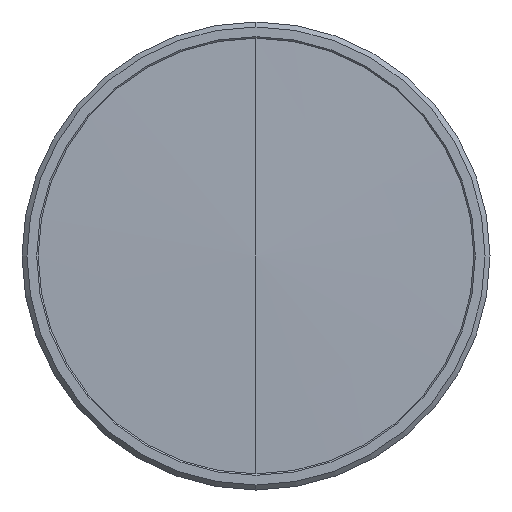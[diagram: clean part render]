
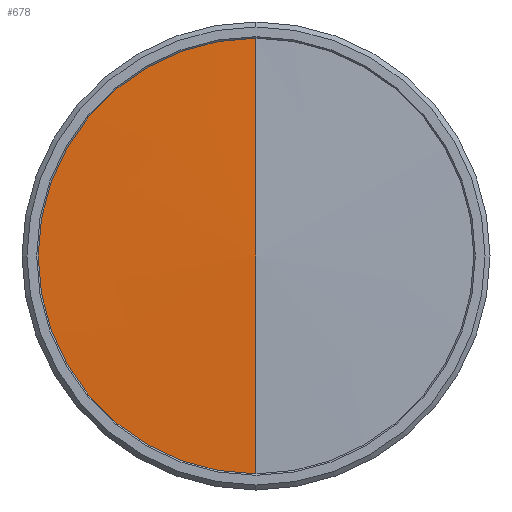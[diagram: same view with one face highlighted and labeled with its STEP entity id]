
A CAD part, left-side view. The second image highlights one B-rep face of the part: STEP entity #678.
In plain terms, the highlighted conical face has half-angle 88.84 degrees and reference radius 49405.3 mm.
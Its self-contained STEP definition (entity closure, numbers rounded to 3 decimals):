
#31 = CARTESIAN_POINT ( 'NONE',  ( 2.045, 0., 0. ) ) ;
#99 = EDGE_CURVE ( 'NONE', #4131, #3417, #3861, .T. ) ;
#172 = VERTEX_POINT ( 'NONE', #1095 ) ;
#247 = DIRECTION ( 'NONE',  ( 0.02, 0., -1. ) ) ;
#260 = LINE ( 'NONE', #618, #3449 ) ;
#345 = DIRECTION ( 'NONE',  ( 0., 0., -1. ) ) ;
#532 = CARTESIAN_POINT ( 'NONE',  ( 1001.159, 0., 0. ) ) ;
#618 = CARTESIAN_POINT ( 'NONE',  ( 1.159, 0., 0. ) ) ;
#678 = ADVANCED_FACE ( 'NONE', ( #2343 ), #761, .T. ) ;
#761 = CONICAL_SURFACE ( 'NONE', #3788, 49405.294, 1.551 ) ;
#1034 = EDGE_LOOP ( 'NONE', ( #2164, #4290, #3596 ) ) ;
#1095 = CARTESIAN_POINT ( 'NONE',  ( 1.159, 0., 0. ) ) ;
#1300 = EDGE_CURVE ( 'NONE', #172, #4131, #1675, .T. ) ;
#1341 = CARTESIAN_POINT ( 'NONE',  ( 2.045, 0., 43.75 ) ) ;
#1675 = LINE ( 'NONE', #2924, #3699 ) ;
#2164 = ORIENTED_EDGE ( 'NONE', *, *, #1300, .F. ) ;
#2343 = FACE_OUTER_BOUND ( 'NONE', #1034, .T. ) ;
#2826 = CARTESIAN_POINT ( 'NONE',  ( 2.045, 0., -43.75 ) ) ;
#2919 = AXIS2_PLACEMENT_3D ( 'NONE', #31, #3336, #345 ) ;
#2924 = CARTESIAN_POINT ( 'NONE',  ( 1.159, 0., 0. ) ) ;
#3336 = DIRECTION ( 'NONE',  ( 1., 0., 0. ) ) ;
#3337 = EDGE_CURVE ( 'NONE', #172, #3417, #260, .T. ) ;
#3417 = VERTEX_POINT ( 'NONE', #1341 ) ;
#3449 = VECTOR ( 'NONE', #3979, 1000. ) ;
#3596 = ORIENTED_EDGE ( 'NONE', *, *, #99, .F. ) ;
#3699 = VECTOR ( 'NONE', #247, 1000. ) ;
#3788 = AXIS2_PLACEMENT_3D ( 'NONE', #532, #4250, #3899 ) ;
#3861 = CIRCLE ( 'NONE', #2919, 43.75 ) ;
#3899 = DIRECTION ( 'NONE',  ( 0., 0., -1. ) ) ;
#3979 = DIRECTION ( 'NONE',  ( 0.02, 0., 1. ) ) ;
#4131 = VERTEX_POINT ( 'NONE', #2826 ) ;
#4250 = DIRECTION ( 'NONE',  ( 1., 0., 0. ) ) ;
#4290 = ORIENTED_EDGE ( 'NONE', *, *, #3337, .T. ) ;
